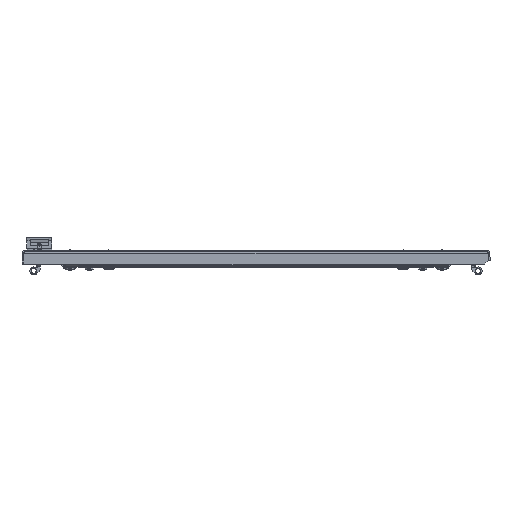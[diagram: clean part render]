
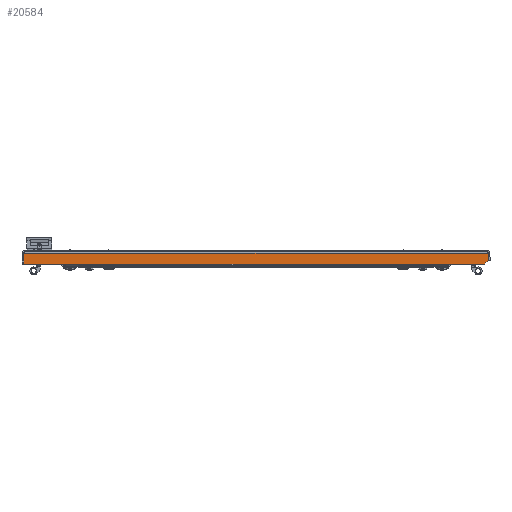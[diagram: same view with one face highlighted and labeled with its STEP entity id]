
A CAD part, front view. The second image highlights one B-rep face of the part: STEP entity #20584.
In plain terms, the highlighted planar face has unit normal (0, -1, 0).
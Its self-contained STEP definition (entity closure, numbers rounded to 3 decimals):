
#736 = VECTOR ( 'NONE', #1405, 1000. ) ;
#1405 = DIRECTION ( 'NONE',  ( 1., 0., 0. ) ) ;
#3139 = CARTESIAN_POINT ( 'NONE',  ( -296.329, -1092., 0. ) ) ;
#3910 = PLANE ( 'NONE',  #27115 ) ;
#5093 = VERTEX_POINT ( 'NONE', #32406 ) ;
#7708 = VERTEX_POINT ( 'NONE', #8472 ) ;
#8183 = CARTESIAN_POINT ( 'NONE',  ( 296.329, -1092., -2. ) ) ;
#8472 = CARTESIAN_POINT ( 'NONE',  ( -296.329, -1092., -16. ) ) ;
#9921 = CARTESIAN_POINT ( 'NONE',  ( 291.329, -1092., -16. ) ) ;
#9957 = LINE ( 'NONE', #27106, #44646 ) ;
#18275 = ORIENTED_EDGE ( 'NONE', *, *, #44620, .T. ) ;
#20429 = EDGE_LOOP ( 'NONE', ( #41130, #22973, #26736, #46111, #18275 ) ) ;
#20584 = ADVANCED_FACE ( '�����12', ( #36024 ), #3910, .F. ) ;
#21908 = CARTESIAN_POINT ( 'NONE',  ( 296.329, -1092., 0. ) ) ;
#22515 = VECTOR ( 'NONE', #30301, 1000. ) ;
#22973 = ORIENTED_EDGE ( 'NONE', *, *, #27588, .T. ) ;
#23420 = VECTOR ( 'NONE', #29594, 1000. ) ;
#23800 = CARTESIAN_POINT ( 'NONE',  ( -298.4, -1092., 0. ) ) ;
#23994 = VERTEX_POINT ( 'NONE', #8183 ) ;
#26534 = VECTOR ( 'NONE', #37822, 1000. ) ;
#26736 = ORIENTED_EDGE ( 'NONE', *, *, #27567, .F. ) ;
#27106 = CARTESIAN_POINT ( 'NONE',  ( 296.329, -1092., -11. ) ) ;
#27115 = AXIS2_PLACEMENT_3D ( 'NONE', #23800, #27357, #35518 ) ;
#27357 = DIRECTION ( 'NONE',  ( 0., 1., 0. ) ) ;
#27567 = EDGE_CURVE ( 'NONE', #23994, #43834, #45905, .T. ) ;
#27588 = EDGE_CURVE ( 'NONE', #31550, #43834, #9957, .T. ) ;
#29594 = DIRECTION ( 'NONE',  ( 0., 0., -1. ) ) ;
#30301 = DIRECTION ( 'NONE',  ( 1., 0., 0. ) ) ;
#30465 = EDGE_CURVE ( 'NONE', #7708, #31550, #34179, .T. ) ;
#31022 = DIRECTION ( 'NONE',  ( 0.707, 0., 0.707 ) ) ;
#31550 = VERTEX_POINT ( 'NONE', #9921 ) ;
#32406 = CARTESIAN_POINT ( 'NONE',  ( -296.329, -1092., -2. ) ) ;
#32656 = CARTESIAN_POINT ( 'NONE',  ( -298.4, -1092., -16. ) ) ;
#34179 = LINE ( 'NONE', #32656, #736 ) ;
#35439 = EDGE_CURVE ( 'NONE', #5093, #23994, #46874, .T. ) ;
#35518 = DIRECTION ( 'NONE',  ( 0., 0., 1. ) ) ;
#36024 = FACE_OUTER_BOUND ( 'NONE', #20429, .T. ) ;
#36880 = LINE ( 'NONE', #3139, #26534 ) ;
#37822 = DIRECTION ( 'NONE',  ( 0., 0., -1. ) ) ;
#40285 = CARTESIAN_POINT ( 'NONE',  ( 296.329, -1092., -11. ) ) ;
#41130 = ORIENTED_EDGE ( 'NONE', *, *, #30465, .T. ) ;
#43834 = VERTEX_POINT ( 'NONE', #40285 ) ;
#44620 = EDGE_CURVE ( '������14', #5093, #7708, #36880, .T. ) ;
#44646 = VECTOR ( 'NONE', #31022, 1000. ) ;
#45266 = CARTESIAN_POINT ( 'NONE',  ( 298.4, -1092., -2. ) ) ;
#45905 = LINE ( 'NONE', #21908, #23420 ) ;
#46111 = ORIENTED_EDGE ( 'NONE', *, *, #35439, .F. ) ;
#46874 = LINE ( 'NONE', #45266, #22515 ) ;
